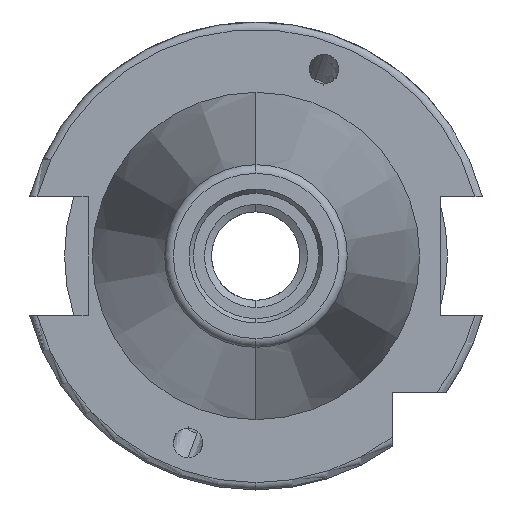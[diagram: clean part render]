
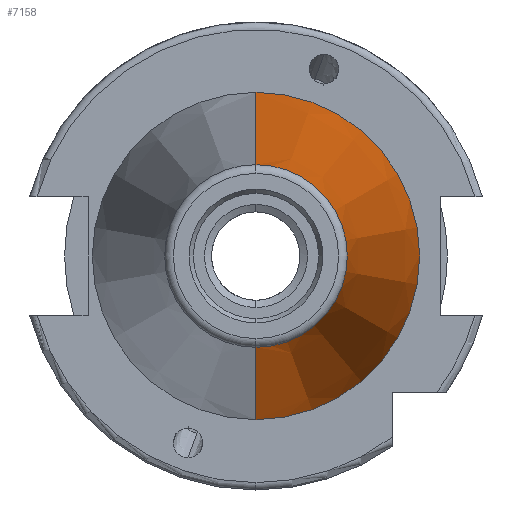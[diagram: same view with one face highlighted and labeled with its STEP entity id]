
A CAD part, left-side view. The second image highlights one B-rep face of the part: STEP entity #7158.
In plain terms, the highlighted conical face has half-angle 8.297 degrees and reference radius 22.225 mm.
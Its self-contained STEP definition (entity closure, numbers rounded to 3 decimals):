
#5295 = DIRECTION ( 'NONE',  ( 0., 0., -1. ) ) ;
#5296 = DIRECTION ( 'NONE',  ( -1., 0., 0. ) ) ;
#5297 = CARTESIAN_POINT ( 'NONE',  ( 7.9, 0., 0. ) ) ;
#5298 = AXIS2_PLACEMENT_3D ( 'NONE', #5297, #5296, #5295 ) ;
#5302 = CIRCLE ( 'NONE', #5298, 22.225 ) ;
#5311 = CARTESIAN_POINT ( 'NONE',  ( 7.9, 0., -22.225 ) ) ;
#5312 = CARTESIAN_POINT ( 'NONE',  ( 7.9, 0., 22.225 ) ) ;
#5318 = DIRECTION ( 'NONE',  ( 0., 0., -1. ) ) ;
#5319 = DIRECTION ( 'NONE',  ( -1., 0., 0. ) ) ;
#5320 = CARTESIAN_POINT ( 'NONE',  ( -59.473, 0., 0. ) ) ;
#5321 = AXIS2_PLACEMENT_3D ( 'NONE', #5320, #5319, #5318 ) ;
#5322 = CIRCLE ( 'NONE', #5321, 12.4 ) ;
#5407 = DIRECTION ( 'NONE',  ( 0.99, 0., 0.144 ) ) ;
#5408 = VECTOR ( 'NONE', #5407, 1000. ) ;
#5409 = CARTESIAN_POINT ( 'NONE',  ( 7.9, 0., 22.225 ) ) ;
#5410 = LINE ( 'NONE', #5409, #5408 ) ;
#5446 = CARTESIAN_POINT ( 'NONE',  ( -59.473, 0., 12.4 ) ) ;
#5483 = DIRECTION ( 'NONE',  ( 0., 0., 1. ) ) ;
#5484 = DIRECTION ( 'NONE',  ( 1., 0., 0. ) ) ;
#5485 = CARTESIAN_POINT ( 'NONE',  ( 7.9, 0., 0. ) ) ;
#5486 = AXIS2_PLACEMENT_3D ( 'NONE', #5485, #5484, #5483 ) ;
#5487 = CONICAL_SURFACE ( 'NONE', #5486, 22.225, 0.145 ) ;
#5488 = CARTESIAN_POINT ( 'NONE',  ( -59.473, 0., -12.4 ) ) ;
#5489 = FACE_OUTER_BOUND ( 'NONE', #7160, .T. ) ;
#5498 = DIRECTION ( 'NONE',  ( 0.99, 0., -0.144 ) ) ;
#5499 = VECTOR ( 'NONE', #5498, 1000. ) ;
#5500 = CARTESIAN_POINT ( 'NONE',  ( 7.9, 0., -22.225 ) ) ;
#5501 = LINE ( 'NONE', #5500, #5499 ) ;
#7072 = EDGE_CURVE ( 'NONE', #7159, #7150, #5322, .T. ) ;
#7076 = VERTEX_POINT ( 'NONE', #5312 ) ;
#7077 = VERTEX_POINT ( 'NONE', #5311 ) ;
#7082 = EDGE_CURVE ( 'NONE', #7077, #7076, #5302, .T. ) ;
#7133 = EDGE_CURVE ( 'NONE', #7150, #7076, #5410, .T. ) ;
#7149 = ORIENTED_EDGE ( 'NONE', *, *, #7133, .F. ) ;
#7150 = VERTEX_POINT ( 'NONE', #5446 ) ;
#7158 = ADVANCED_FACE ( 'NONE', ( #5489 ), #5487, .T. ) ;
#7159 = VERTEX_POINT ( 'NONE', #5488 ) ;
#7160 = EDGE_LOOP ( 'NONE', ( #7169, #7176, #7165, #7149 ) ) ;
#7165 = ORIENTED_EDGE ( 'NONE', *, *, #7082, .T. ) ;
#7169 = ORIENTED_EDGE ( 'NONE', *, *, #7072, .F. ) ;
#7176 = ORIENTED_EDGE ( 'NONE', *, *, #7177, .T. ) ;
#7177 = EDGE_CURVE ( 'NONE', #7159, #7077, #5501, .T. ) ;
